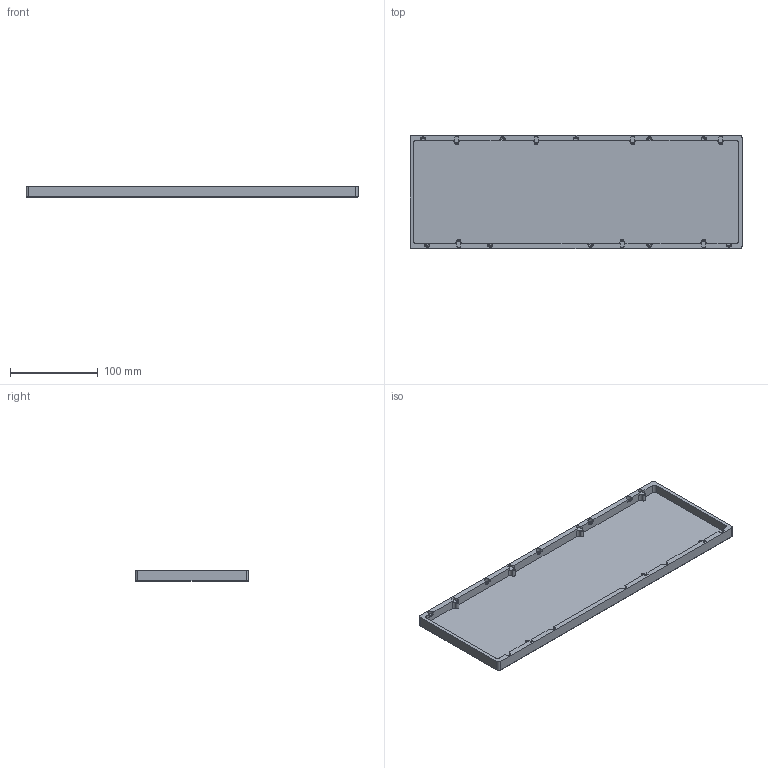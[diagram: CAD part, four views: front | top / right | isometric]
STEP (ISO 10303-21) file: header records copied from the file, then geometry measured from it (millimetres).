
FILE_DESCRIPTION(/* description */ (''),/* implementation_level */ '2;1');
FILE_NAME(/* name */ 'BottomCase.step',/* time_stamp */ '2021-12-14T15:14:13-08:00',/* author */ (''),/* organization */ (''),/* preprocessor_version */ 'ST-DEVELOPER v18.1',/* originating_system */ 'Autodesk Translation Framework v10.10.0.1391',/* authorisation */ '');
FILE_SCHEMA (('AUTOMOTIVE_DESIGN { 1 0 10303 214 3 1 1 }'));
Length unit declared in the file: millimetre
Products named in the file (1): BottomCase
Bounding box: 377.36 x 128.95 x 12.5 mm (x, y, z)
Volume: 171482.1 mm3; surface area: 120145.3 mm2
Topology: 1 solids, 1 shells, 205 faces, 577 edges, 382 vertices
Faces by surface type: plane 97, cylinder 94, cone 14
Full cylindrical faces by diameter (mm): 1.75 x7
Entity records: 6719 total; most frequent: DIRECTION 1201, CARTESIAN_POINT 1185, ORIENTED_EDGE 1154, EDGE_CURVE 577, AXIS2_PLACEMENT_3D 428, VERTEX_POINT 382, LINE 345, VECTOR 345
